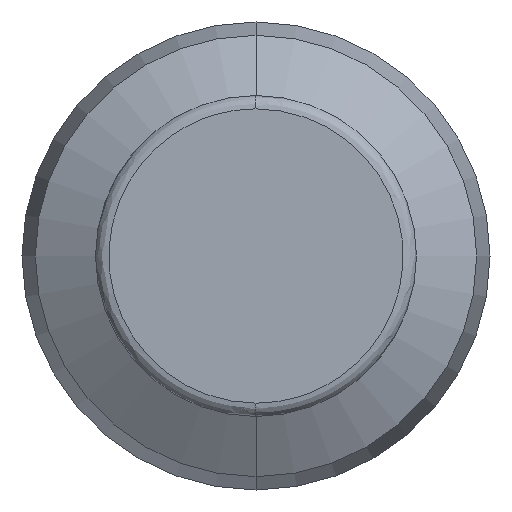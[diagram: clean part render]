
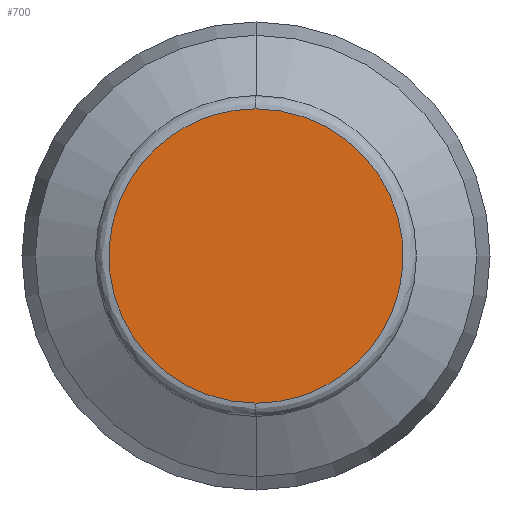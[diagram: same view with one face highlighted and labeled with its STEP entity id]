
A CAD part, front view. The second image highlights one B-rep face of the part: STEP entity #700.
In plain terms, the highlighted planar face has unit normal (0, -1, 0).
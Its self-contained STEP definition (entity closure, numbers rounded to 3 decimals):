
#33 = CARTESIAN_POINT ( 'NONE',  ( 0., 0., 5.5 ) ) ;
#74 = CARTESIAN_POINT ( 'NONE',  ( -5.566, 0., 5.566 ) ) ;
#122 = DIRECTION ( 'NONE',  ( 0., -1., 0. ) ) ;
#125 = CARTESIAN_POINT ( 'NONE',  ( -11., 0., -5.5 ) ) ;
#128 = DIRECTION ( 'NONE',  ( 0., 0., -1. ) ) ;
#319 = CARTESIAN_POINT ( 'NONE',  ( 0., 0., -5.5 ) ) ;
#336 = VERTEX_POINT ( 'NONE', #777 ) ;
#624 =( BOUNDED_CURVE ( )  B_SPLINE_CURVE ( 3, ( #319, #125, #1970, #1957 ),
 .UNSPECIFIED., .F., .F. ) 
 B_SPLINE_CURVE_WITH_KNOTS ( ( 4, 4 ),
 ( 0., 1. ),
 .UNSPECIFIED. ) 
 CURVE ( )  GEOMETRIC_REPRESENTATION_ITEM ( )  RATIONAL_B_SPLINE_CURVE ( ( 0.957, 0.319, 0.319, 0.957 ) ) 
 REPRESENTATION_ITEM ( '' )  );
#645 =( BOUNDED_CURVE ( )  B_SPLINE_CURVE ( 3, ( #1061, #979, #827, #907 ),
 .UNSPECIFIED., .F., .T. ) 
 B_SPLINE_CURVE_WITH_KNOTS ( ( 4, 4 ),
 ( 0., 1. ),
 .UNSPECIFIED. ) 
 CURVE ( )  GEOMETRIC_REPRESENTATION_ITEM ( )  RATIONAL_B_SPLINE_CURVE ( ( 0.957, 0.319, 0.319, 0.957 ) ) 
 REPRESENTATION_ITEM ( '' )  );
#700 = ADVANCED_FACE ( 'NONE', ( #796 ), #1962, .T. ) ;
#747 = EDGE_CURVE ( 'NONE', #1684, #336, #645, .T. ) ;
#777 = CARTESIAN_POINT ( 'NONE',  ( 0., 0., -5.5 ) ) ;
#796 = FACE_OUTER_BOUND ( 'NONE', #1547, .T. ) ;
#827 = CARTESIAN_POINT ( 'NONE',  ( 11., 0., -5.5 ) ) ;
#907 = CARTESIAN_POINT ( 'NONE',  ( 0., 0., -5.5 ) ) ;
#979 = CARTESIAN_POINT ( 'NONE',  ( 11., 0., 5.5 ) ) ;
#989 = EDGE_CURVE ( 'NONE', #336, #1684, #624, .T. ) ;
#1061 = CARTESIAN_POINT ( 'NONE',  ( 0., 0., 5.5 ) ) ;
#1420 = AXIS2_PLACEMENT_3D ( 'NONE', #74, #122, #128 ) ;
#1547 = EDGE_LOOP ( 'NONE', ( #1796, #1730 ) ) ;
#1684 = VERTEX_POINT ( 'NONE', #33 ) ;
#1730 = ORIENTED_EDGE ( 'NONE', *, *, #989, .F. ) ;
#1796 = ORIENTED_EDGE ( 'NONE', *, *, #747, .F. ) ;
#1957 = CARTESIAN_POINT ( 'NONE',  ( 0., 0., 5.5 ) ) ;
#1962 = PLANE ( 'NONE',  #1420 ) ;
#1970 = CARTESIAN_POINT ( 'NONE',  ( -11., 0., 5.5 ) ) ;
